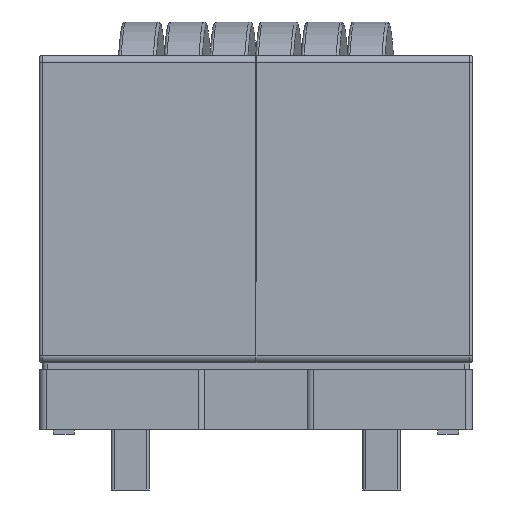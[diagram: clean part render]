
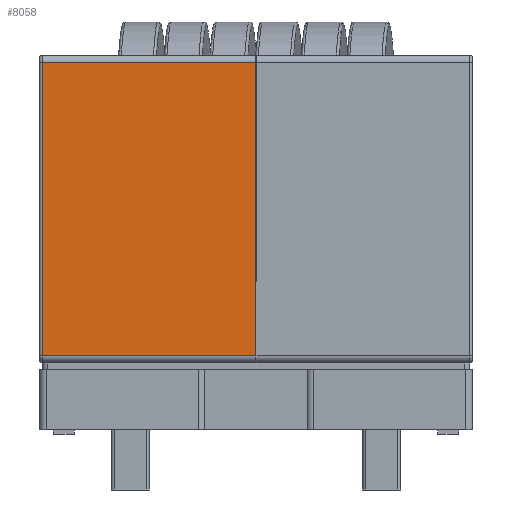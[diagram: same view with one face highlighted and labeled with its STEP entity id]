
A CAD part, left-side view. The second image highlights one B-rep face of the part: STEP entity #8058.
In plain terms, the highlighted face is planar.
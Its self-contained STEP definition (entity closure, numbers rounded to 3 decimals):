
#1983=ORIENTED_EDGE('',*,*,#4031,.T.);
#1984=ORIENTED_EDGE('',*,*,#4032,.T.);
#1985=ORIENTED_EDGE('',*,*,#4033,.T.);
#1986=ORIENTED_EDGE('',*,*,#4021,.F.);
#4021=EDGE_CURVE('',#5079,#5080,#5807,.T.);
#4031=EDGE_CURVE('',#5079,#5087,#5809,.F.);
#4032=EDGE_CURVE('',#5087,#5088,#5810,.T.);
#4033=EDGE_CURVE('',#5088,#5080,#5811,.T.);
#5079=VERTEX_POINT('',#20171);
#5080=VERTEX_POINT('',#20173);
#5087=VERTEX_POINT('',#20192);
#5088=VERTEX_POINT('',#20194);
#5807=LINE('',#20172,#6307);
#5809=LINE('',#20191,#6309);
#5810=LINE('',#20193,#6310);
#5811=LINE('',#20195,#6311);
#6307=VECTOR('',#11576,1000.);
#6309=VECTOR('',#11598,1000.);
#6310=VECTOR('',#11599,1000.);
#6311=VECTOR('',#11600,1000.);
#6777=EDGE_LOOP('',(#1983,#1984,#1985,#1986));
#7305=FACE_BOUND('',#6777,.T.);
#7753=PLANE('',#10834);
#8058=ADVANCED_FACE('',(#7305),#7753,.T.);
#10834=AXIS2_PLACEMENT_3D('',#20190,#11596,#11597);
#11576=DIRECTION('',(0.,-1.,0.));
#11596=DIRECTION('',(1.,0.,0.));
#11597=DIRECTION('',(0.,1.,0.));
#11598=DIRECTION('',(0.,0.,-1.));
#11599=DIRECTION('',(0.,-1.,0.));
#11600=DIRECTION('',(0.,0.,-1.));
#20171=CARTESIAN_POINT('',(16.1,10.5,-7.75));
#20172=CARTESIAN_POINT('',(16.1,11.,-7.75));
#20173=CARTESIAN_POINT('',(16.1,-10.5,-7.75));
#20190=CARTESIAN_POINT('',(16.1,11.,7.75));
#20191=CARTESIAN_POINT('',(16.1,10.5,7.75));
#20192=CARTESIAN_POINT('',(16.1,10.5,7.55));
#20193=CARTESIAN_POINT('',(16.1,-10.5,7.55));
#20194=CARTESIAN_POINT('',(16.1,-10.5,7.55));
#20195=CARTESIAN_POINT('',(16.1,-10.5,7.75));
